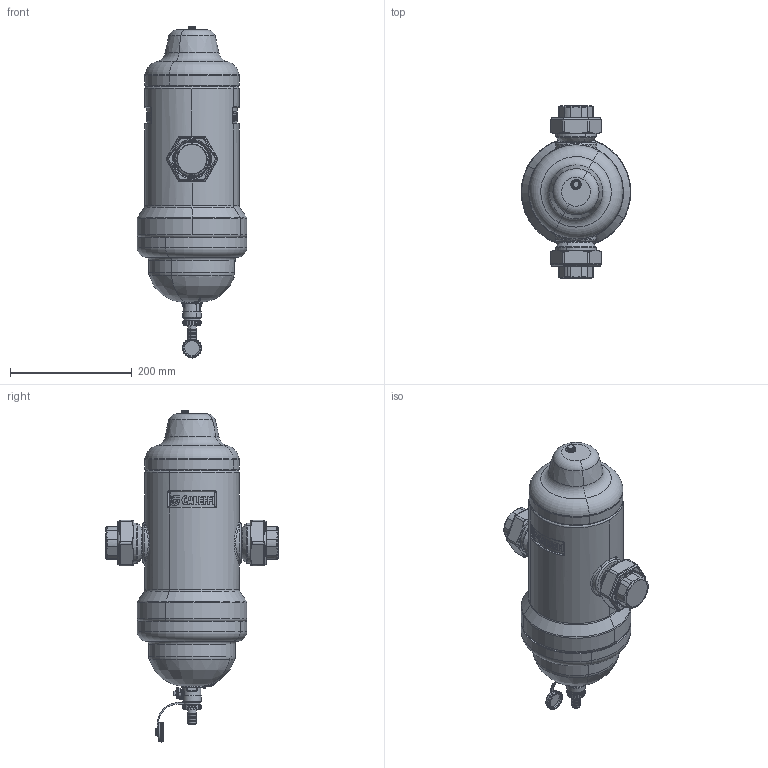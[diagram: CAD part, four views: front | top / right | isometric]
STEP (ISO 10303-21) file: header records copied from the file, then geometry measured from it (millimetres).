
FILE_DESCRIPTION(('CATIA V5 STEP Exchange'),'2;1');
FILE_NAME('546118 - TST.stp','2016-09-30T09:48:15+00:00',('none'),('none'),'CATIA Version 5-6 Release 2014 SP5','CATIA V5 STEP AP203','none');
FILE_SCHEMA(('CONFIG_CONTROL_DESIGN'));
Length unit declared in the file: millimetre
Products named in the file (1): 546118 - TST.CATPart
Bounding box: 179.97 x 283 x 544.94 mm (x, y, z)
Volume: 7991559.1 mm3; surface area: 639714.4 mm2
Topology: 4 solids, 11 shells, 4466 faces, 10967 edges, 6433 vertices
Faces by surface type: cylinder 1609, plane 1043, bspline 917, torus 375, revolution 235, cone 220, sphere 67
Entity records: 184978 total; most frequent: CARTESIAN_POINT 97663, ORIENTED_EDGE 21650, DIRECTION 11370, EDGE_CURVE 10825, VERTEX_POINT 6433, AXIS2_PLACEMENT_3D 5927, EDGE_LOOP 4564, B_SPLINE_CURVE_WITH_KNOTS 4532
